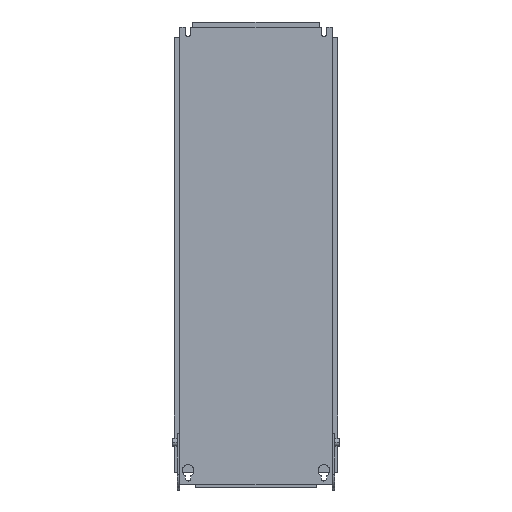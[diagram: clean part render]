
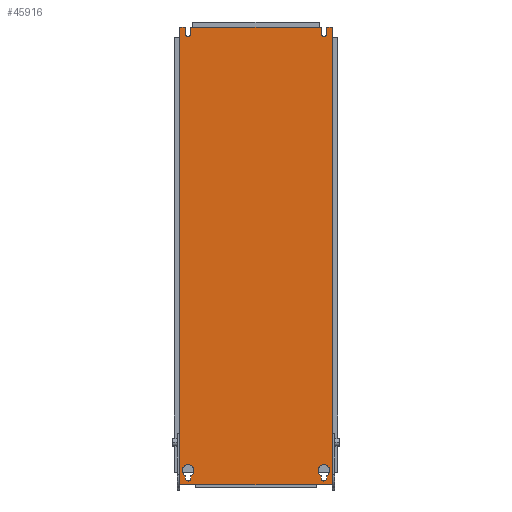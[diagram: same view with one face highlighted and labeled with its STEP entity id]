
A CAD part, front view. The second image highlights one B-rep face of the part: STEP entity #45916.
In plain terms, the highlighted planar face has unit normal (0, -1, 0).
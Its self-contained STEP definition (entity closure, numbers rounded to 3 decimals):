
#21388=DIRECTION('',(0.,0.,-1.));
#21389=VECTOR('',#21388,8.);
#21390=CARTESIAN_POINT('',(83.5,-129.,291.5));
#21391=LINE('',#21390,#21389);
#21392=CARTESIAN_POINT('',(87.,-129.,283.5));
#21393=DIRECTION('',(0.,-1.,0.));
#21394=DIRECTION('',(-1.,0.,0.));
#21395=AXIS2_PLACEMENT_3D('',#21392,#21393,#21394);
#21397=DIRECTION('',(0.,0.,-1.));
#21398=VECTOR('',#21397,8.);
#21399=CARTESIAN_POINT('',(90.5,-129.,291.5));
#21400=LINE('',#21399,#21398);
#21401=DIRECTION('',(-1.,0.,0.));
#21402=VECTOR('',#21401,7.5);
#21403=CARTESIAN_POINT('',(98.,-129.,291.5));
#21404=LINE('',#21403,#21402);
#21405=DIRECTION('',(0.,0.,1.));
#21406=VECTOR('',#21405,586.);
#21407=CARTESIAN_POINT('',(98.,-129.,-294.5));
#21408=LINE('',#21407,#21406);
#21409=DIRECTION('',(1.,0.,0.));
#21410=VECTOR('',#21409,196.);
#21411=CARTESIAN_POINT('',(-98.,-129.,-294.5));
#21412=LINE('',#21411,#21410);
#21413=DIRECTION('',(0.,0.,-1.));
#21414=VECTOR('',#21413,586.);
#21415=CARTESIAN_POINT('',(-98.,-129.,291.5));
#21416=LINE('',#21415,#21414);
#21417=DIRECTION('',(-1.,0.,0.));
#21418=VECTOR('',#21417,7.5);
#21419=CARTESIAN_POINT('',(-90.5,-129.,291.5));
#21420=LINE('',#21419,#21418);
#21421=DIRECTION('',(0.,0.,-1.));
#21422=VECTOR('',#21421,8.);
#21423=CARTESIAN_POINT('',(-90.5,-129.,291.5));
#21424=LINE('',#21423,#21422);
#21425=CARTESIAN_POINT('',(-87.,-129.,283.5));
#21426=DIRECTION('',(0.,1.,0.));
#21427=DIRECTION('',(1.,0.,0.));
#21428=AXIS2_PLACEMENT_3D('',#21425,#21426,#21427);
#21430=DIRECTION('',(0.,0.,-1.));
#21431=VECTOR('',#21430,8.);
#21432=CARTESIAN_POINT('',(-83.5,-129.,291.5));
#21433=LINE('',#21432,#21431);
#21434=DIRECTION('',(-1.,0.,0.));
#21435=VECTOR('',#21434,167.);
#21436=CARTESIAN_POINT('',(83.5,-129.,291.5));
#21437=LINE('',#21436,#21435);
#21438=CARTESIAN_POINT('',(-87.,-129.,-286.5));
#21439=DIRECTION('',(0.,1.,0.));
#21440=DIRECTION('',(1.,0.,0.));
#21441=AXIS2_PLACEMENT_3D('',#21438,#21439,#21440);
#21443=DIRECTION('',(0.,0.,-1.));
#21444=VECTOR('',#21443,3.367);
#21445=CARTESIAN_POINT('',(-83.5,-129.,-283.133));
#21446=LINE('',#21445,#21444);
#21447=CARTESIAN_POINT('',(-87.,-129.,-276.5));
#21448=DIRECTION('',(0.,1.,0.));
#21449=DIRECTION('',(-0.467,0.,-0.884));
#21450=AXIS2_PLACEMENT_3D('',#21447,#21448,#21449);
#21452=DIRECTION('',(0.,0.,1.));
#21453=VECTOR('',#21452,3.367);
#21454=CARTESIAN_POINT('',(-90.5,-129.,-286.5));
#21455=LINE('',#21454,#21453);
#21456=CARTESIAN_POINT('',(87.,-129.,-286.5));
#21457=DIRECTION('',(0.,-1.,0.));
#21458=DIRECTION('',(-1.,0.,0.));
#21459=AXIS2_PLACEMENT_3D('',#21456,#21457,#21458);
#21461=DIRECTION('',(0.,0.,1.));
#21462=VECTOR('',#21461,3.367);
#21463=CARTESIAN_POINT('',(90.5,-129.,-286.5));
#21464=LINE('',#21463,#21462);
#21465=CARTESIAN_POINT('',(87.,-129.,-276.5));
#21466=DIRECTION('',(0.,-1.,0.));
#21467=DIRECTION('',(0.467,0.,-0.884));
#21468=AXIS2_PLACEMENT_3D('',#21465,#21466,#21467);
#21470=DIRECTION('',(0.,0.,-1.));
#21471=VECTOR('',#21470,3.367);
#21472=CARTESIAN_POINT('',(83.5,-129.,-283.133));
#21473=LINE('',#21472,#21471);
#27210=CARTESIAN_POINT('',(98.,-129.,-294.5));
#27211=CARTESIAN_POINT('',(98.,-129.,291.5));
#27212=VERTEX_POINT('',#27210);
#27213=VERTEX_POINT('',#27211);
#27214=CARTESIAN_POINT('',(-98.,-129.,291.5));
#27215=CARTESIAN_POINT('',(-98.,-129.,-294.5));
#27216=VERTEX_POINT('',#27214);
#27217=VERTEX_POINT('',#27215);
#27338=CARTESIAN_POINT('',(-83.5,-129.,291.5));
#27340=VERTEX_POINT('',#27338);
#27342=CARTESIAN_POINT('',(-90.5,-129.,291.5));
#27344=VERTEX_POINT('',#27342);
#27350=CARTESIAN_POINT('',(-83.5,-129.,283.5));
#27351=VERTEX_POINT('',#27350);
#27352=CARTESIAN_POINT('',(-90.5,-129.,283.5));
#27353=VERTEX_POINT('',#27352);
#27355=CARTESIAN_POINT('',(83.5,-129.,283.5));
#27357=VERTEX_POINT('',#27355);
#27359=CARTESIAN_POINT('',(90.5,-129.,283.5));
#27361=VERTEX_POINT('',#27359);
#27362=CARTESIAN_POINT('',(83.5,-129.,291.5));
#27364=VERTEX_POINT('',#27362);
#27366=CARTESIAN_POINT('',(90.5,-129.,291.5));
#27368=VERTEX_POINT('',#27366);
#27378=CARTESIAN_POINT('',(-83.5,-129.,-286.5));
#27379=CARTESIAN_POINT('',(-90.5,-129.,-286.5));
#27380=VERTEX_POINT('',#27378);
#27381=VERTEX_POINT('',#27379);
#27382=CARTESIAN_POINT('',(-90.5,-129.,-283.133));
#27383=VERTEX_POINT('',#27382);
#27384=CARTESIAN_POINT('',(-83.5,-129.,-283.133));
#27385=VERTEX_POINT('',#27384);
#27387=CARTESIAN_POINT('',(83.5,-129.,-286.5));
#27389=VERTEX_POINT('',#27387);
#27391=CARTESIAN_POINT('',(90.5,-129.,-286.5));
#27393=VERTEX_POINT('',#27391);
#27395=CARTESIAN_POINT('',(90.5,-129.,-283.133));
#27397=VERTEX_POINT('',#27395);
#27399=CARTESIAN_POINT('',(83.5,-129.,-283.133));
#27401=VERTEX_POINT('',#27399);
#45871=CARTESIAN_POINT('',(-105.,-129.,0.));
#45872=DIRECTION('',(0.,-1.,0.));
#45873=DIRECTION('',(-1.,0.,0.));
#45874=AXIS2_PLACEMENT_3D('',#45871,#45872,#45873);
#45875=PLANE('',#45874);
#45877=ORIENTED_EDGE('',*,*,#45876,.T.);
#45879=ORIENTED_EDGE('',*,*,#45878,.T.);
#45881=ORIENTED_EDGE('',*,*,#45880,.F.);
#45882=ORIENTED_EDGE('',*,*,#43364,.F.);
#45883=ORIENTED_EDGE('',*,*,#44072,.F.);
#45884=ORIENTED_EDGE('',*,*,#45854,.F.);
#45885=ORIENTED_EDGE('',*,*,#43900,.F.);
#45886=ORIENTED_EDGE('',*,*,#43283,.F.);
#45888=ORIENTED_EDGE('',*,*,#45887,.T.);
#45890=ORIENTED_EDGE('',*,*,#45889,.F.);
#45892=ORIENTED_EDGE('',*,*,#45891,.F.);
#45893=ORIENTED_EDGE('',*,*,#43303,.F.);
#45894=EDGE_LOOP('',(#45877,#45879,#45881,#45882,#45883,#45884,#45885,#45886,
#45888,#45890,#45892,#45893));
#45895=FACE_OUTER_BOUND('',#45894,.F.);
#45897=ORIENTED_EDGE('',*,*,#45896,.F.);
#45899=ORIENTED_EDGE('',*,*,#45898,.F.);
#45901=ORIENTED_EDGE('',*,*,#45900,.F.);
#45903=ORIENTED_EDGE('',*,*,#45902,.F.);
#45904=EDGE_LOOP('',(#45897,#45899,#45901,#45903));
#45905=FACE_BOUND('',#45904,.F.);
#45907=ORIENTED_EDGE('',*,*,#45906,.T.);
#45909=ORIENTED_EDGE('',*,*,#45908,.T.);
#45911=ORIENTED_EDGE('',*,*,#45910,.T.);
#45913=ORIENTED_EDGE('',*,*,#45912,.T.);
#45914=EDGE_LOOP('',(#45907,#45909,#45911,#45913));
#45915=FACE_BOUND('',#45914,.F.);
#45916=ADVANCED_FACE('',(#45895,#45905,#45915),#45875,.T.);
#21396=CIRCLE('',#21395,3.5);
#21429=CIRCLE('',#21428,3.5);
#21442=CIRCLE('',#21441,3.5);
#21451=CIRCLE('',#21450,7.5);
#21460=CIRCLE('',#21459,3.5);
#21469=CIRCLE('',#21468,7.5);
#43283=EDGE_CURVE('',#27344,#27216,#21420,.T.);
#43303=EDGE_CURVE('',#27364,#27340,#21437,.T.);
#43364=EDGE_CURVE('',#27213,#27368,#21404,.T.);
#43900=EDGE_CURVE('',#27216,#27217,#21416,.T.);
#44072=EDGE_CURVE('',#27212,#27213,#21408,.T.);
#45854=EDGE_CURVE('',#27217,#27212,#21412,.T.);
#45876=EDGE_CURVE('',#27364,#27357,#21391,.T.);
#45878=EDGE_CURVE('',#27357,#27361,#21396,.T.);
#45880=EDGE_CURVE('',#27368,#27361,#21400,.T.);
#45887=EDGE_CURVE('',#27344,#27353,#21424,.T.);
#45889=EDGE_CURVE('',#27351,#27353,#21429,.T.);
#45891=EDGE_CURVE('',#27340,#27351,#21433,.T.);
#45896=EDGE_CURVE('',#27380,#27381,#21442,.T.);
#45898=EDGE_CURVE('',#27385,#27380,#21446,.T.);
#45900=EDGE_CURVE('',#27383,#27385,#21451,.T.);
#45902=EDGE_CURVE('',#27381,#27383,#21455,.T.);
#45906=EDGE_CURVE('',#27389,#27393,#21460,.T.);
#45908=EDGE_CURVE('',#27393,#27397,#21464,.T.);
#45910=EDGE_CURVE('',#27397,#27401,#21469,.T.);
#45912=EDGE_CURVE('',#27401,#27389,#21473,.T.);
